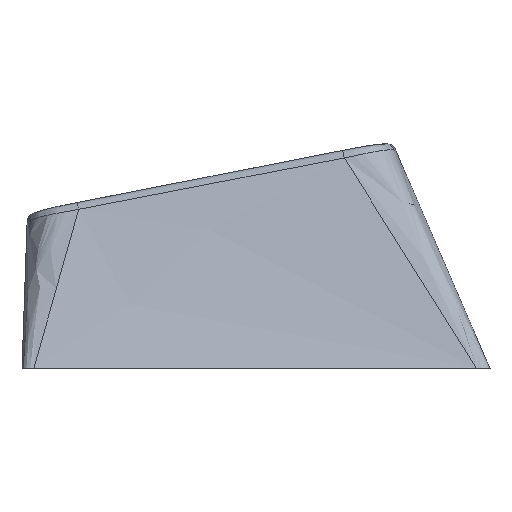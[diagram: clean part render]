
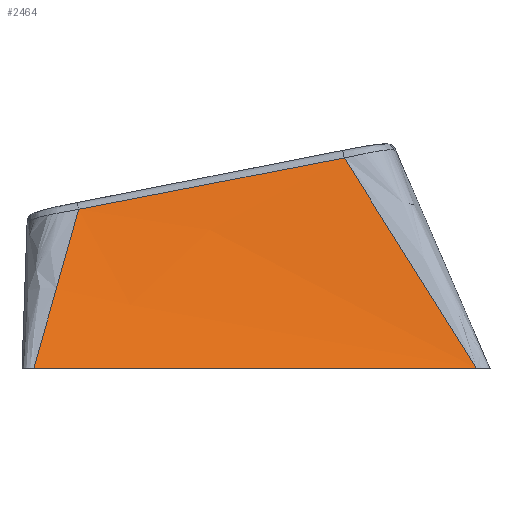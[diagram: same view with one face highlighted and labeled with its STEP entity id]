
A CAD part, left-side view. The second image highlights one B-rep face of the part: STEP entity #2464.
In plain terms, the highlighted free-form (B-spline) face has degree [3, 1] with [4, 2] control points.
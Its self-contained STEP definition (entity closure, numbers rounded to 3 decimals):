
#43=B_SPLINE_SURFACE_WITH_KNOTS('',3,1,((#3761,#3762),(#3763,#3764),(#3765,
#3766),(#3767,#3768)),.UNSPECIFIED.,.F.,.F.,.F.,(4,4),(2,2),(0.,10.069),
(-36.2,-16.523),.UNSPECIFIED.);
#70=B_SPLINE_CURVE_WITH_KNOTS('',3,(#3770,#3771,#3772,#3773,#3774,#3775,
#3776,#3777,#3778,#3779,#3780,#3781,#3782,#3783,#3784,#3785,#3786,#3787,
#3788),.UNSPECIFIED.,.F.,.F.,(4,3,3,3,3,3,4),(-0.163,1.83,
3.468,4.972,6.371,6.866,7.115),
 .UNSPECIFIED.);
#71=B_SPLINE_CURVE_WITH_KNOTS('',3,(#3790,#3791,#3792,#3793),
 .UNSPECIFIED.,.F.,.F.,(4,4),(0.199,10.339),
 .UNSPECIFIED.);
#72=B_SPLINE_CURVE_WITH_KNOTS('',3,(#3794,#3795,#3796,#3797,#3798,#3799,
#3800,#3801,#3802,#3803),.UNSPECIFIED.,.F.,.F.,(4,2,2,2,4),(-0.147,
3.058,6.258,9.451,10.315),
 .UNSPECIFIED.);
#170=FACE_OUTER_BOUND('',#315,.T.);
#315=EDGE_LOOP('',(#1808,#1809,#1810,#1811));
#541=LINE('',#3648,#830);
#830=VECTOR('',#2983,10.);
#1089=VERTEX_POINT('',#3646);
#1090=VERTEX_POINT('',#3647);
#1103=VERTEX_POINT('',#3769);
#1104=VERTEX_POINT('',#3789);
#1355=EDGE_CURVE('',#1089,#1090,#541,.T.);
#1370=EDGE_CURVE('',#1103,#1090,#70,.T.);
#1371=EDGE_CURVE('',#1089,#1104,#71,.T.);
#1372=EDGE_CURVE('',#1104,#1103,#72,.F.);
#1808=ORIENTED_EDGE('',*,*,#1370,.T.);
#1809=ORIENTED_EDGE('',*,*,#1355,.F.);
#1810=ORIENTED_EDGE('',*,*,#1371,.T.);
#1811=ORIENTED_EDGE('',*,*,#1372,.T.);
#2464=ADVANCED_FACE('',(#170),#43,.F.);
#2983=DIRECTION('',(0.,1.,0.));
#3646=CARTESIAN_POINT('',(-20.956,-10.311,-27.));
#3647=CARTESIAN_POINT('',(-20.956,6.818,-27.));
#3648=CARTESIAN_POINT('',(-20.956,-10.311,-27.));
#3761=CARTESIAN_POINT('Ctrl Pts',(-17.931,-7.021,-18.183));
#3762=CARTESIAN_POINT('Ctrl Pts',(-17.931,7.06,-20.948));
#3763=CARTESIAN_POINT('Ctrl Pts',(-18.94,-8.29,-21.122));
#3764=CARTESIAN_POINT('Ctrl Pts',(-18.94,7.131,-22.965));
#3765=CARTESIAN_POINT('Ctrl Pts',(-19.948,-9.559,-24.061));
#3766=CARTESIAN_POINT('Ctrl Pts',(-19.948,7.201,-24.983));
#3767=CARTESIAN_POINT('Ctrl Pts',(-20.956,-10.828,-27.));
#3768=CARTESIAN_POINT('Ctrl Pts',(-20.956,7.272,-27.));
#3769=CARTESIAN_POINT('',(-18.067,5.08,-20.851));
#3770=CARTESIAN_POINT('Ctrl Pts',(-18.067,5.08,-20.851));
#3771=CARTESIAN_POINT('Ctrl Pts',(-18.314,5.237,-21.411));
#3772=CARTESIAN_POINT('Ctrl Pts',(-18.566,5.394,-21.971));
#3773=CARTESIAN_POINT('Ctrl Pts',(-18.823,5.553,-22.532));
#3774=CARTESIAN_POINT('Ctrl Pts',(-19.035,5.682,-22.993));
#3775=CARTESIAN_POINT('Ctrl Pts',(-19.249,5.813,-23.454));
#3776=CARTESIAN_POINT('Ctrl Pts',(-19.466,5.943,-23.916));
#3777=CARTESIAN_POINT('Ctrl Pts',(-19.666,6.063,-24.34));
#3778=CARTESIAN_POINT('Ctrl Pts',(-19.868,6.183,-24.764));
#3779=CARTESIAN_POINT('Ctrl Pts',(-20.072,6.303,-25.188));
#3780=CARTESIAN_POINT('Ctrl Pts',(-20.262,6.415,-25.582));
#3781=CARTESIAN_POINT('Ctrl Pts',(-20.454,6.527,-25.977));
#3782=CARTESIAN_POINT('Ctrl Pts',(-20.647,6.639,-26.371));
#3783=CARTESIAN_POINT('Ctrl Pts',(-20.715,6.679,-26.511));
#3784=CARTESIAN_POINT('Ctrl Pts',(-20.784,6.718,-26.65));
#3785=CARTESIAN_POINT('Ctrl Pts',(-20.853,6.758,-26.79));
#3786=CARTESIAN_POINT('Ctrl Pts',(-20.887,6.778,-26.86));
#3787=CARTESIAN_POINT('Ctrl Pts',(-20.922,6.798,-26.93));
#3788=CARTESIAN_POINT('Ctrl Pts',(-20.956,6.818,-27.));
#3789=CARTESIAN_POINT('',(-18.037,-5.189,-18.861));
#3790=CARTESIAN_POINT('Ctrl Pts',(-20.956,-10.311,-27.));
#3791=CARTESIAN_POINT('Ctrl Pts',(-20.017,-8.608,-24.288));
#3792=CARTESIAN_POINT('Ctrl Pts',(-19.052,-6.901,-21.576));
#3793=CARTESIAN_POINT('Ctrl Pts',(-18.037,-5.189,-18.861));
#3794=CARTESIAN_POINT('Ctrl Pts',(-18.067,5.08,-20.851));
#3795=CARTESIAN_POINT('Ctrl Pts',(-18.063,4.031,-20.649));
#3796=CARTESIAN_POINT('Ctrl Pts',(-18.06,2.983,-20.446));
#3797=CARTESIAN_POINT('Ctrl Pts',(-18.053,0.887,-20.041));
#3798=CARTESIAN_POINT('Ctrl Pts',(-18.05,-0.16,
-19.838));
#3799=CARTESIAN_POINT('Ctrl Pts',(-18.045,-2.252,-19.432));
#3800=CARTESIAN_POINT('Ctrl Pts',(-18.042,-3.297,-19.229));
#3801=CARTESIAN_POINT('Ctrl Pts',(-18.039,-4.624,-18.971));
#3802=CARTESIAN_POINT('Ctrl Pts',(-18.038,-4.907,-18.916));
#3803=CARTESIAN_POINT('Ctrl Pts',(-18.037,-5.189,-18.861));
